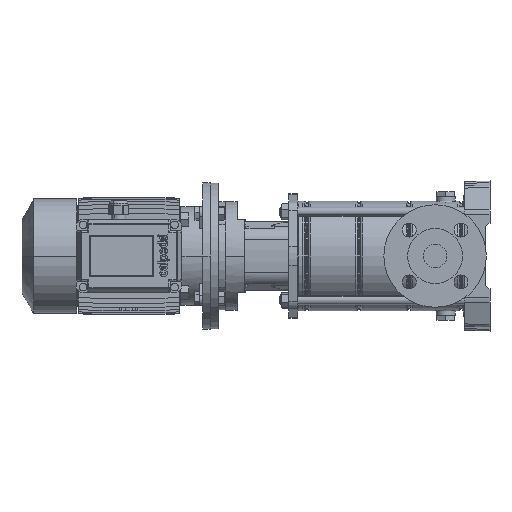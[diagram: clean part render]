
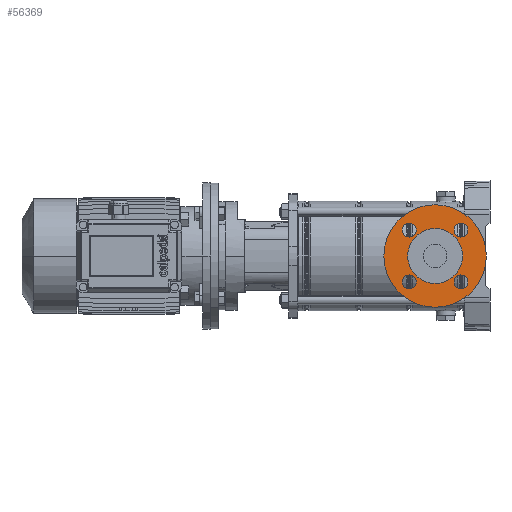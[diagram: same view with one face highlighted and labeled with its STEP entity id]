
A CAD part, left-side view. The second image highlights one B-rep face of the part: STEP entity #56369.
In plain terms, the highlighted face is planar.
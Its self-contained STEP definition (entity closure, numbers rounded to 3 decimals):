
#235 = FACE_BOUND ( 'NONE', #15617, .T. ) ;
#974 = VERTEX_POINT ( 'NONE', #61025 ) ;
#1287 = CARTESIAN_POINT ( 'NONE',  ( -35.355, 123., 2.645 ) ) ;
#2203 = AXIS2_PLACEMENT_3D ( 'NONE', #44085, #9097, #59577 ) ;
#2867 = VERTEX_POINT ( 'NONE', #50002 ) ;
#3150 = CIRCLE ( 'NONE', #42126, 9.5 ) ;
#3235 = CARTESIAN_POINT ( 'NONE',  ( 35.355, 123., 12.145 ) ) ;
#3760 = EDGE_LOOP ( 'NONE', ( #19322, #23440 ) ) ;
#3848 = EDGE_CURVE ( 'NONE', #25087, #64339, #5737, .T. ) ;
#5160 = FACE_BOUND ( 'NONE', #49734, .T. ) ;
#5737 = CIRCLE ( 'NONE', #14181, 9.5 ) ;
#5808 = FACE_OUTER_BOUND ( 'NONE', #14061, .T. ) ;
#7378 = AXIS2_PLACEMENT_3D ( 'NONE', #44512, #33946, #54395 ) ;
#8626 = ORIENTED_EDGE ( 'NONE', *, *, #52749, .F. ) ;
#8815 = DIRECTION ( 'NONE',  ( 0., 1., 0. ) ) ;
#9018 = CARTESIAN_POINT ( 'NONE',  ( -35.355, 123., 73.355 ) ) ;
#9097 = DIRECTION ( 'NONE',  ( 0., 1., 0. ) ) ;
#9108 = ORIENTED_EDGE ( 'NONE', *, *, #50366, .T. ) ;
#9422 = AXIS2_PLACEMENT_3D ( 'NONE', #19935, #35441, #30479 ) ;
#10822 = DIRECTION ( 'NONE',  ( 0., -1., 0. ) ) ;
#12168 = EDGE_CURVE ( 'NONE', #64339, #25087, #48862, .T. ) ;
#12181 = DIRECTION ( 'NONE',  ( 0., 1., 0. ) ) ;
#12182 = ORIENTED_EDGE ( 'NONE', *, *, #56005, .T. ) ;
#14061 = EDGE_LOOP ( 'NONE', ( #9108, #41028 ) ) ;
#14181 = AXIS2_PLACEMENT_3D ( 'NONE', #30994, #12181, #21086 ) ;
#14290 = CIRCLE ( 'NONE', #47995, 37.5 ) ;
#15617 = EDGE_LOOP ( 'NONE', ( #52691, #30093 ) ) ;
#16076 = VERTEX_POINT ( 'NONE', #36858 ) ;
#16895 = ORIENTED_EDGE ( 'NONE', *, *, #55175, .F. ) ;
#17171 = DIRECTION ( 'NONE',  ( 0., 1., 0. ) ) ;
#18789 = EDGE_CURVE ( 'NONE', #43949, #16076, #35517, .T. ) ;
#19322 = ORIENTED_EDGE ( 'NONE', *, *, #12168, .F. ) ;
#19751 = DIRECTION ( 'NONE',  ( 0., -1., 0. ) ) ;
#19828 = CARTESIAN_POINT ( 'NONE',  ( -35.355, 123., 82.855 ) ) ;
#19935 = CARTESIAN_POINT ( 'NONE',  ( 0., 123., 47.5 ) ) ;
#20979 = CARTESIAN_POINT ( 'NONE',  ( 0., 123., 85. ) ) ;
#21033 = ORIENTED_EDGE ( 'NONE', *, *, #33098, .T. ) ;
#21086 = DIRECTION ( 'NONE',  ( 0., 0., 1. ) ) ;
#21557 = EDGE_CURVE ( 'NONE', #33244, #30746, #29354, .T. ) ;
#23440 = ORIENTED_EDGE ( 'NONE', *, *, #3848, .F. ) ;
#23646 = DIRECTION ( 'NONE',  ( 0., 0., 1. ) ) ;
#24366 = EDGE_CURVE ( 'NONE', #2867, #50675, #3150, .T. ) ;
#25087 = VERTEX_POINT ( 'NONE', #44383 ) ;
#25251 = FACE_BOUND ( 'NONE', #39117, .T. ) ;
#25583 = DIRECTION ( 'NONE',  ( 0., 0., 1. ) ) ;
#25605 = CARTESIAN_POINT ( 'NONE',  ( 0., 123., 47.5 ) ) ;
#25653 = DIRECTION ( 'NONE',  ( 0., 0., 1. ) ) ;
#25741 = AXIS2_PLACEMENT_3D ( 'NONE', #3235, #59319, #23646 ) ;
#26624 = EDGE_CURVE ( 'NONE', #50675, #2867, #44083, .T. ) ;
#27442 = CIRCLE ( 'NONE', #43256, 37.5 ) ;
#28119 = AXIS2_PLACEMENT_3D ( 'NONE', #39591, #44247, #34638 ) ;
#28901 = DIRECTION ( 'NONE',  ( 0., 0., 1. ) ) ;
#29354 = CIRCLE ( 'NONE', #55699, 9.5 ) ;
#30093 = ORIENTED_EDGE ( 'NONE', *, *, #26624, .F. ) ;
#30479 = DIRECTION ( 'NONE',  ( 0., 0., 1. ) ) ;
#30626 = CIRCLE ( 'NONE', #2203, 70. ) ;
#30746 = VERTEX_POINT ( 'NONE', #37883 ) ;
#30994 = CARTESIAN_POINT ( 'NONE',  ( 35.355, 123., 82.855 ) ) ;
#31863 = VERTEX_POINT ( 'NONE', #40564 ) ;
#33098 = EDGE_CURVE ( 'NONE', #56945, #974, #27442, .T. ) ;
#33244 = VERTEX_POINT ( 'NONE', #33517 ) ;
#33517 = CARTESIAN_POINT ( 'NONE',  ( 35.355, 123., 21.645 ) ) ;
#33946 = DIRECTION ( 'NONE',  ( 0., 1., 0. ) ) ;
#34638 = DIRECTION ( 'NONE',  ( 0., 0., 1. ) ) ;
#35441 = DIRECTION ( 'NONE',  ( 0., 1., 0. ) ) ;
#35495 = ORIENTED_EDGE ( 'NONE', *, *, #18789, .F. ) ;
#35517 = CIRCLE ( 'NONE', #28119, 9.5 ) ;
#36858 = CARTESIAN_POINT ( 'NONE',  ( -35.355, 123., 21.645 ) ) ;
#37027 = ORIENTED_EDGE ( 'NONE', *, *, #21557, .F. ) ;
#37494 = AXIS2_PLACEMENT_3D ( 'NONE', #20979, #55025, #25583 ) ;
#37883 = CARTESIAN_POINT ( 'NONE',  ( 35.355, 123., 2.645 ) ) ;
#39117 = EDGE_LOOP ( 'NONE', ( #8626, #35495 ) ) ;
#39591 = CARTESIAN_POINT ( 'NONE',  ( -35.355, 123., 12.145 ) ) ;
#39806 = PLANE ( 'NONE',  #37494 ) ;
#40564 = CARTESIAN_POINT ( 'NONE',  ( 0., 123., 117.5 ) ) ;
#40679 = DIRECTION ( 'NONE',  ( 0., 1., 0. ) ) ;
#40787 = EDGE_CURVE ( 'NONE', #65084, #31863, #30626, .T. ) ;
#41028 = ORIENTED_EDGE ( 'NONE', *, *, #40787, .T. ) ;
#41606 = DIRECTION ( 'NONE',  ( 0., 0., 1. ) ) ;
#42126 = AXIS2_PLACEMENT_3D ( 'NONE', #42907, #17171, #41606 ) ;
#42404 = EDGE_LOOP ( 'NONE', ( #21033, #12182 ) ) ;
#42907 = CARTESIAN_POINT ( 'NONE',  ( -35.355, 123., 82.855 ) ) ;
#43256 = AXIS2_PLACEMENT_3D ( 'NONE', #25605, #10822, #45778 ) ;
#43949 = VERTEX_POINT ( 'NONE', #1287 ) ;
#44083 = CIRCLE ( 'NONE', #55651, 9.5 ) ;
#44085 = CARTESIAN_POINT ( 'NONE',  ( 0., 123., 47.5 ) ) ;
#44247 = DIRECTION ( 'NONE',  ( 0., 1., 0. ) ) ;
#44316 = DIRECTION ( 'NONE',  ( 0., 0., 1. ) ) ;
#44383 = CARTESIAN_POINT ( 'NONE',  ( 35.355, 123., 73.355 ) ) ;
#44512 = CARTESIAN_POINT ( 'NONE',  ( -35.355, 123., 12.145 ) ) ;
#45778 = DIRECTION ( 'NONE',  ( 0., 0., 1. ) ) ;
#45969 = CARTESIAN_POINT ( 'NONE',  ( 35.355, 123., 12.145 ) ) ;
#46074 = FACE_BOUND ( 'NONE', #42404, .T. ) ;
#47995 = AXIS2_PLACEMENT_3D ( 'NONE', #56071, #19751, #25653 ) ;
#48862 = CIRCLE ( 'NONE', #56227, 9.5 ) ;
#49582 = DIRECTION ( 'NONE',  ( 0., 1., 0. ) ) ;
#49734 = EDGE_LOOP ( 'NONE', ( #37027, #16895 ) ) ;
#50002 = CARTESIAN_POINT ( 'NONE',  ( -35.355, 123., 92.355 ) ) ;
#50366 = EDGE_CURVE ( 'NONE', #31863, #65084, #64039, .T. ) ;
#50675 = VERTEX_POINT ( 'NONE', #9018 ) ;
#52691 = ORIENTED_EDGE ( 'NONE', *, *, #24366, .F. ) ;
#52749 = EDGE_CURVE ( 'NONE', #16076, #43949, #53759, .T. ) ;
#53759 = CIRCLE ( 'NONE', #7378, 9.5 ) ;
#54334 = CARTESIAN_POINT ( 'NONE',  ( 35.355, 123., 82.855 ) ) ;
#54395 = DIRECTION ( 'NONE',  ( 0., 0., 1. ) ) ;
#55025 = DIRECTION ( 'NONE',  ( 0., 1., 0. ) ) ;
#55175 = EDGE_CURVE ( 'NONE', #30746, #33244, #62617, .T. ) ;
#55339 = FACE_BOUND ( 'NONE', #3760, .T. ) ;
#55651 = AXIS2_PLACEMENT_3D ( 'NONE', #19828, #49582, #44316 ) ;
#55699 = AXIS2_PLACEMENT_3D ( 'NONE', #45969, #40679, #61140 ) ;
#56005 = EDGE_CURVE ( 'NONE', #974, #56945, #14290, .T. ) ;
#56071 = CARTESIAN_POINT ( 'NONE',  ( 0., 123., 47.5 ) ) ;
#56227 = AXIS2_PLACEMENT_3D ( 'NONE', #54334, #8815, #28901 ) ;
#56369 = ADVANCED_FACE ( 'NONE', ( #55339, #5160, #235, #25251, #5808, #46074 ), #39806, .T. ) ;
#56945 = VERTEX_POINT ( 'NONE', #61491 ) ;
#57268 = CARTESIAN_POINT ( 'NONE',  ( 35.355, 123., 92.355 ) ) ;
#59319 = DIRECTION ( 'NONE',  ( 0., 1., 0. ) ) ;
#59577 = DIRECTION ( 'NONE',  ( 0., 0., 1. ) ) ;
#60426 = CARTESIAN_POINT ( 'NONE',  ( 0., 123., -22.5 ) ) ;
#61025 = CARTESIAN_POINT ( 'NONE',  ( 0., 123., 10. ) ) ;
#61140 = DIRECTION ( 'NONE',  ( 0., 0., 1. ) ) ;
#61491 = CARTESIAN_POINT ( 'NONE',  ( 0., 123., 85. ) ) ;
#62617 = CIRCLE ( 'NONE', #25741, 9.5 ) ;
#64039 = CIRCLE ( 'NONE', #9422, 70. ) ;
#64339 = VERTEX_POINT ( 'NONE', #57268 ) ;
#65084 = VERTEX_POINT ( 'NONE', #60426 ) ;
